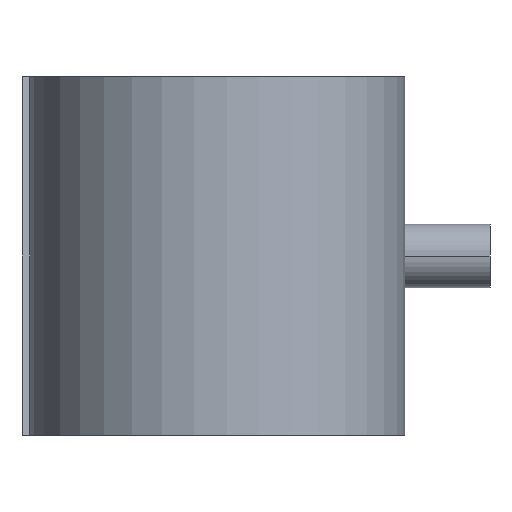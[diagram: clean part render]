
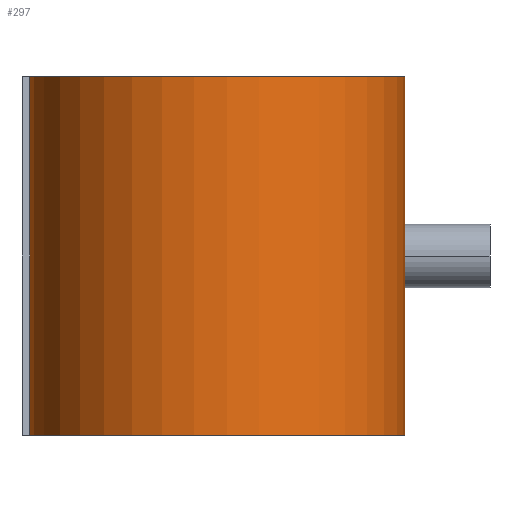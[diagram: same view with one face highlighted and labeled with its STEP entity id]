
A CAD part, front view. The second image highlights one B-rep face of the part: STEP entity #297.
In plain terms, the highlighted cylindrical face has radius 94.267 mm (diameter 188.533 mm), a partial arc.
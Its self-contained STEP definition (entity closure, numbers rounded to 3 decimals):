
#239 = EDGE_CURVE( '', #365, #319, #669, .T. );
#253 = EDGE_CURVE( '', #319, #447, #684, .T. );
#297 = ADVANCED_FACE( '', ( #734 ), #735, .T. );
#319 = VERTEX_POINT( '', #758 );
#333 = VERTEX_POINT( '', #773 );
#365 = VERTEX_POINT( '', #810 );
#447 = VERTEX_POINT( '', #899 );
#501 = EDGE_CURVE( '', #333, #447, #959, .T. );
#517 = EDGE_CURVE( '', #333, #365, #976, .T. );
#669 = CIRCLE( '', #1141, 94.267 );
#684 = LINE( '', #1161, #1162 );
#734 = FACE_OUTER_BOUND( '', #1246, .T. );
#735 = CYLINDRICAL_SURFACE( '', #1247, 94.267 );
#758 = CARTESIAN_POINT( '', ( 94.144, 4.8, -90. ) );
#773 = CARTESIAN_POINT( '', ( -94.144, -4.8, 90. ) );
#810 = CARTESIAN_POINT( '', ( -94.144, -4.8, -90. ) );
#899 = CARTESIAN_POINT( '', ( 94.144, 4.8, 90. ) );
#959 = CIRCLE( '', #1827, 94.267 );
#976 = LINE( '', #1917, #1918 );
#1141 = AXIS2_PLACEMENT_3D( '', #2226, #2227, #2228 );
#1161 = CARTESIAN_POINT( '', ( 94.144, 4.8, 90. ) );
#1162 = VECTOR( '', #2240, 1. );
#1246 = EDGE_LOOP( '', ( #2312, #2313, #2314, #2315 ) );
#1247 = AXIS2_PLACEMENT_3D( '', #2316, #2317, #2318 );
#1827 = AXIS2_PLACEMENT_3D( '', #2584, #2585, #2586 );
#1917 = CARTESIAN_POINT( '', ( -94.144, -4.8, 90. ) );
#1918 = VECTOR( '', #2603, 1. );
#2226 = CARTESIAN_POINT( '', ( 0., 0., -90. ) );
#2227 = DIRECTION( '', ( 0., 0., 1. ) );
#2228 = DIRECTION( '', ( -0.999, -0.051, 0. ) );
#2240 = DIRECTION( '', ( 0., 0., 1. ) );
#2312 = ORIENTED_EDGE( '', *, *, #253, .T. );
#2313 = ORIENTED_EDGE( '', *, *, #501, .F. );
#2314 = ORIENTED_EDGE( '', *, *, #517, .T. );
#2315 = ORIENTED_EDGE( '', *, *, #239, .T. );
#2316 = CARTESIAN_POINT( '', ( 0., 0., 90. ) );
#2317 = DIRECTION( '', ( 0., 0., 1. ) );
#2318 = DIRECTION( '', ( -0.999, -0.051, 0. ) );
#2584 = CARTESIAN_POINT( '', ( 0., 0., 90. ) );
#2585 = DIRECTION( '', ( 0., 0., 1. ) );
#2586 = DIRECTION( '', ( -0.999, -0.051, 0. ) );
#2603 = DIRECTION( '', ( 0., 0., -1. ) );
